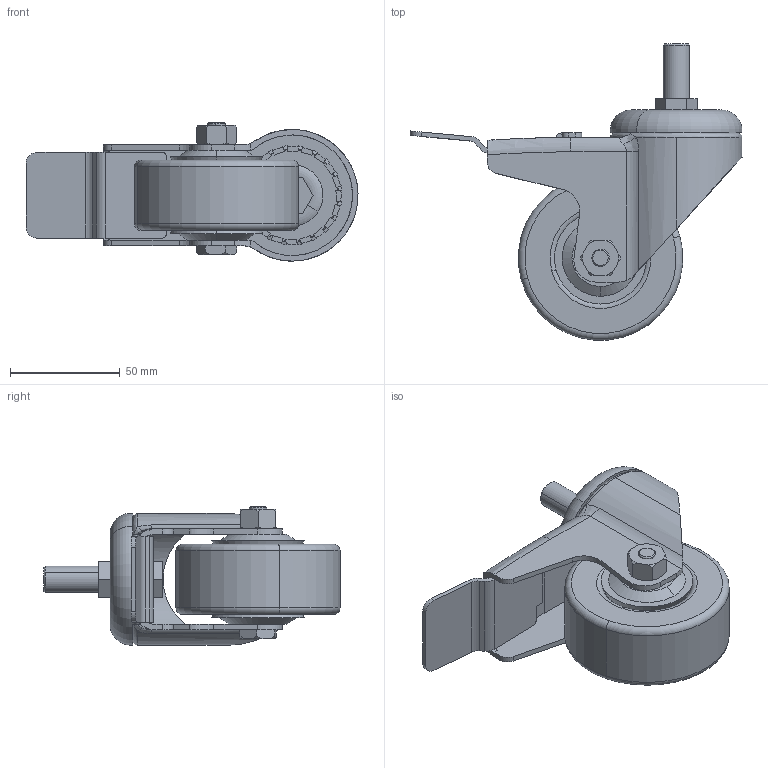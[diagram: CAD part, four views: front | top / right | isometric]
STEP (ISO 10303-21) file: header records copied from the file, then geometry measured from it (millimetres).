
FILE_DESCRIPTION (( 'STEP AP214' ), '1' );
FILE_NAME ('A315 Êîëåñî ñ òîðìîçîì O75 Ì12õ25.STEP', '2021-09-13T14:08:59', ( 'Windows User' ), ( '' ), 'SwSTEP 2.0', 'SolidWorks 2021', '' );
FILE_SCHEMA (( 'AUTOMOTIVE_DESIGN' ));
Length unit declared in the file: millimetre
Products named in the file (10): 昢膼瘔膻嬅00; ﾇ瓊頸濱00; 秬謽鍡_00; 瓔螵00; A315 鍔錓_00; A315 蹴濋趌00; 扻錼勷_00; Êðûøêà_00; A315 Êîëåñî ñ òîðìîçîì O75 Ì12õ25; 鍔錓_00
Assembly tree (10 placements, depth 2):
  A315 Êîëåñî ñ òîðìîçîì O75 Ì12õ25
    昢膼瘔膻嬅00
    鍔錓_00
    瓔螵00
    Êðûøêà_00
    秬謽鍡_00
    扻錼勷_00
    ﾇ瓊頸濱00  x2
    A315 鍔錓_00
    A315 蹴濋趌00
Bounding box: 151.26 x 134.9 x 63 mm (x, y, z)
Volume: 196822 mm3; surface area: 80662.3 mm2
Topology: 12 solids, 12 shells, 378 faces, 989 edges, 644 vertices
Faces by surface type: plane 181, cone 88, cylinder 71, torus 30, bspline 8
Entity records: 13005 total; most frequent: CARTESIAN_POINT 3645, ORIENTED_EDGE 1902, DIRECTION 1767, EDGE_CURVE 951, AXIS2_PLACEMENT_3D 664, VERTEX_POINT 620, VECTOR 439, LINE 439
